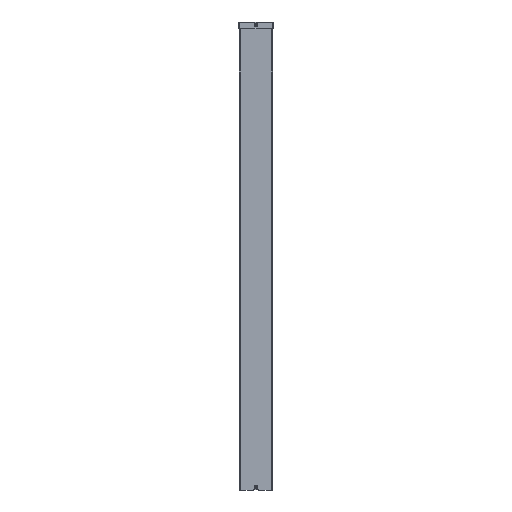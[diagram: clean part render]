
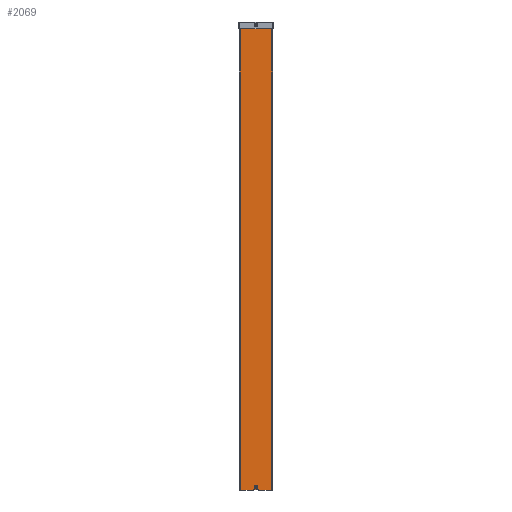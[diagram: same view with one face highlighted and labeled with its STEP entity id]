
A CAD part, front view. The second image highlights one B-rep face of the part: STEP entity #2069.
In plain terms, the highlighted planar face has unit normal (0, -1, 0).
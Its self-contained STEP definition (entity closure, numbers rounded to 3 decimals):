
#23 = VECTOR ( 'NONE', #6086, 1000. ) ;
#83 = VERTEX_POINT ( 'NONE', #7617 ) ;
#96 = DIRECTION ( 'NONE',  ( 0., 0., 1. ) ) ;
#173 = VECTOR ( 'NONE', #96, 1000. ) ;
#344 = CIRCLE ( 'NONE', #939, 0.5 ) ;
#365 = LINE ( 'NONE', #7589, #173 ) ;
#370 = DIRECTION ( 'NONE',  ( 1., 0., 0. ) ) ;
#474 = EDGE_CURVE ( 'NONE', #546, #83, #7879, .T. ) ;
#491 = DIRECTION ( 'NONE',  ( 0., -1., 0. ) ) ;
#546 = VERTEX_POINT ( 'NONE', #791 ) ;
#553 = EDGE_CURVE ( 'NONE', #908, #2679, #7297, .T. ) ;
#566 = CARTESIAN_POINT ( 'NONE',  ( 7.3, 0., -2055. ) ) ;
#579 = CARTESIAN_POINT ( 'NONE',  ( 75., 0., 0. ) ) ;
#624 = EDGE_CURVE ( 'NONE', #6250, #6483, #2303, .T. ) ;
#707 = CARTESIAN_POINT ( 'NONE',  ( 74., 0., -2069. ) ) ;
#738 = ORIENTED_EDGE ( 'NONE', *, *, #624, .T. ) ;
#791 = CARTESIAN_POINT ( 'NONE',  ( 10.854, 0., -2068.646 ) ) ;
#797 = EDGE_CURVE ( 'NONE', #1242, #1228, #7093, .T. ) ;
#908 = VERTEX_POINT ( 'NONE', #1548 ) ;
#939 = AXIS2_PLACEMENT_3D ( 'NONE', #4236, #491, #4862 ) ;
#1061 = CARTESIAN_POINT ( 'NONE',  ( 75., 0., -2069. ) ) ;
#1075 = CARTESIAN_POINT ( 'NONE',  ( 0., 0., -2055. ) ) ;
#1100 = VERTEX_POINT ( 'NONE', #2695 ) ;
#1137 = ORIENTED_EDGE ( 'NONE', *, *, #3982, .F. ) ;
#1194 = AXIS2_PLACEMENT_3D ( 'NONE', #1976, #6362, #2614 ) ;
#1228 = VERTEX_POINT ( 'NONE', #6520 ) ;
#1242 = VERTEX_POINT ( 'NONE', #6758 ) ;
#1471 = DIRECTION ( 'NONE',  ( 0., -1., 0. ) ) ;
#1548 = CARTESIAN_POINT ( 'NONE',  ( -74., 0., 0. ) ) ;
#1555 = CARTESIAN_POINT ( 'NONE',  ( 74., 0., -2069. ) ) ;
#1658 = VERTEX_POINT ( 'NONE', #7929 ) ;
#1678 = LINE ( 'NONE', #6699, #23 ) ;
#1686 = PLANE ( 'NONE',  #6142 ) ;
#1697 = DIRECTION ( 'NONE',  ( -1., 0., 0. ) ) ;
#1726 = VERTEX_POINT ( 'NONE', #1873 ) ;
#1873 = CARTESIAN_POINT ( 'NONE',  ( 11.414, 0., -2069. ) ) ;
#1914 = VERTEX_POINT ( 'NONE', #707 ) ;
#1976 = CARTESIAN_POINT ( 'NONE',  ( -10.5, 0., -2069. ) ) ;
#2069 = ADVANCED_FACE ( 'NONE', ( #3432, #6559 ), #1686, .T. ) ;
#2099 = ORIENTED_EDGE ( 'NONE', *, *, #7183, .T. ) ;
#2183 = DIRECTION ( 'NONE',  ( 0., 0., 1. ) ) ;
#2216 = CARTESIAN_POINT ( 'NONE',  ( 10.5, 0., -2069. ) ) ;
#2303 = CIRCLE ( 'NONE', #8014, 7.3 ) ;
#2334 = DIRECTION ( 'NONE',  ( 0., -1., 0. ) ) ;
#2339 = VECTOR ( 'NONE', #3339, 1000. ) ;
#2407 = VECTOR ( 'NONE', #3482, 1000. ) ;
#2428 = EDGE_CURVE ( 'NONE', #83, #1726, #3694, .T. ) ;
#2579 = EDGE_CURVE ( 'NONE', #5083, #546, #4960, .T. ) ;
#2613 = ORIENTED_EDGE ( 'NONE', *, *, #553, .F. ) ;
#2614 = DIRECTION ( 'NONE',  ( -1., 0., 0. ) ) ;
#2679 = VERTEX_POINT ( 'NONE', #7393 ) ;
#2695 = CARTESIAN_POINT ( 'NONE',  ( 74., 0., 0. ) ) ;
#2814 = ORIENTED_EDGE ( 'NONE', *, *, #4004, .T. ) ;
#2863 = DIRECTION ( 'NONE',  ( -1., 0., 0. ) ) ;
#2885 = DIRECTION ( 'NONE',  ( 1., 0., 0. ) ) ;
#2970 = VECTOR ( 'NONE', #2183, 1000. ) ;
#3103 = VERTEX_POINT ( 'NONE', #5520 ) ;
#3116 = EDGE_LOOP ( 'NONE', ( #7206, #5337, #3882, #3506, #5541, #2613, #1137, #2099, #6334, #7996, #2814, #4651, #5236 ) ) ;
#3231 = VERTEX_POINT ( 'NONE', #7470 ) ;
#3339 = DIRECTION ( 'NONE',  ( 1., 0., 0. ) ) ;
#3368 = CARTESIAN_POINT ( 'NONE',  ( 11.207, 0., -2069. ) ) ;
#3410 = CARTESIAN_POINT ( 'NONE',  ( -11.207, 0., -2069. ) ) ;
#3430 = DIRECTION ( 'NONE',  ( 0.707, 0., -0.707 ) ) ;
#3432 = FACE_BOUND ( 'NONE', #7898, .T. ) ;
#3482 = DIRECTION ( 'NONE',  ( 1., 0., 0. ) ) ;
#3506 = ORIENTED_EDGE ( 'NONE', *, *, #7916, .T. ) ;
#3694 = CIRCLE ( 'NONE', #4707, 0.5 ) ;
#3795 = CARTESIAN_POINT ( 'NONE',  ( 10.5, 0., -2068.5 ) ) ;
#3858 = DIRECTION ( 'NONE',  ( 0.707, 0., 0.707 ) ) ;
#3882 = ORIENTED_EDGE ( 'NONE', *, *, #5978, .T. ) ;
#3953 = VECTOR ( 'NONE', #370, 1000. ) ;
#3982 = EDGE_CURVE ( 'NONE', #1658, #908, #365, .T. ) ;
#3985 = LINE ( 'NONE', #6431, #2339 ) ;
#4004 = EDGE_CURVE ( 'NONE', #1228, #3103, #5160, .T. ) ;
#4056 = CIRCLE ( 'NONE', #5827, 7.3 ) ;
#4236 = CARTESIAN_POINT ( 'NONE',  ( -11.414, 0., -2068.5 ) ) ;
#4253 = LINE ( 'NONE', #5979, #2407 ) ;
#4651 = ORIENTED_EDGE ( 'NONE', *, *, #6652, .T. ) ;
#4707 = AXIS2_PLACEMENT_3D ( 'NONE', #5214, #1471, #5853 ) ;
#4862 = DIRECTION ( 'NONE',  ( 1., 0., 0. ) ) ;
#4960 = CIRCLE ( 'NONE', #7659, 0.5 ) ;
#5030 = VECTOR ( 'NONE', #2885, 1000. ) ;
#5083 = VERTEX_POINT ( 'NONE', #3795 ) ;
#5160 = CIRCLE ( 'NONE', #1194, 0.5 ) ;
#5214 = CARTESIAN_POINT ( 'NONE',  ( 11.414, 0., -2068.5 ) ) ;
#5236 = ORIENTED_EDGE ( 'NONE', *, *, #2579, .T. ) ;
#5337 = ORIENTED_EDGE ( 'NONE', *, *, #2428, .T. ) ;
#5453 = DIRECTION ( 'NONE',  ( 0., 1., 0. ) ) ;
#5520 = CARTESIAN_POINT ( 'NONE',  ( -10.5, 0., -2068.5 ) ) ;
#5541 = ORIENTED_EDGE ( 'NONE', *, *, #7155, .F. ) ;
#5666 = LINE ( 'NONE', #6612, #5030 ) ;
#5745 = ORIENTED_EDGE ( 'NONE', *, *, #6737, .T. ) ;
#5827 = AXIS2_PLACEMENT_3D ( 'NONE', #1075, #5453, #1697 ) ;
#5853 = DIRECTION ( 'NONE',  ( 1., 0., 0. ) ) ;
#5978 = EDGE_CURVE ( 'NONE', #1726, #1914, #3985, .T. ) ;
#5979 = CARTESIAN_POINT ( 'NONE',  ( -75., 0., -2068.5 ) ) ;
#6086 = DIRECTION ( 'NONE',  ( 1., 0., 0. ) ) ;
#6142 = AXIS2_PLACEMENT_3D ( 'NONE', #1061, #2334, #6697 ) ;
#6167 = EDGE_CURVE ( 'NONE', #3231, #1242, #344, .T. ) ;
#6250 = VERTEX_POINT ( 'NONE', #566 ) ;
#6334 = ORIENTED_EDGE ( 'NONE', *, *, #6167, .T. ) ;
#6362 = DIRECTION ( 'NONE',  ( 0., 1., 0. ) ) ;
#6431 = CARTESIAN_POINT ( 'NONE',  ( -75., 0., -2069. ) ) ;
#6483 = VERTEX_POINT ( 'NONE', #7634 ) ;
#6489 = VECTOR ( 'NONE', #3858, 1000. ) ;
#6520 = CARTESIAN_POINT ( 'NONE',  ( -10.854, 0., -2068.646 ) ) ;
#6552 = DIRECTION ( 'NONE',  ( -1., 0., 0. ) ) ;
#6559 = FACE_OUTER_BOUND ( 'NONE', #3116, .T. ) ;
#6579 = DIRECTION ( 'NONE',  ( 0., 1., 0. ) ) ;
#6587 = DIRECTION ( 'NONE',  ( 0., 1., 0. ) ) ;
#6607 = CARTESIAN_POINT ( 'NONE',  ( 0., 0., -2055. ) ) ;
#6612 = CARTESIAN_POINT ( 'NONE',  ( -74., 0., 0. ) ) ;
#6652 = EDGE_CURVE ( 'NONE', #3103, #5083, #4253, .T. ) ;
#6697 = DIRECTION ( 'NONE',  ( 1., 0., 0. ) ) ;
#6699 = CARTESIAN_POINT ( 'NONE',  ( -75., 0., -2069. ) ) ;
#6737 = EDGE_CURVE ( 'NONE', #6483, #6250, #4056, .T. ) ;
#6758 = CARTESIAN_POINT ( 'NONE',  ( -11.061, 0., -2068.854 ) ) ;
#7093 = LINE ( 'NONE', #3410, #6489 ) ;
#7155 = EDGE_CURVE ( 'NONE', #2679, #1100, #5666, .T. ) ;
#7183 = EDGE_CURVE ( 'NONE', #1658, #3231, #1678, .T. ) ;
#7206 = ORIENTED_EDGE ( 'NONE', *, *, #474, .T. ) ;
#7297 = LINE ( 'NONE', #579, #3953 ) ;
#7393 = CARTESIAN_POINT ( 'NONE',  ( 0., 0., 0. ) ) ;
#7470 = CARTESIAN_POINT ( 'NONE',  ( -11.414, 0., -2069. ) ) ;
#7589 = CARTESIAN_POINT ( 'NONE',  ( -74., 0., -2069. ) ) ;
#7617 = CARTESIAN_POINT ( 'NONE',  ( 11.061, 0., -2068.854 ) ) ;
#7634 = CARTESIAN_POINT ( 'NONE',  ( -7.3, 0., -2055. ) ) ;
#7659 = AXIS2_PLACEMENT_3D ( 'NONE', #2216, #6587, #2863 ) ;
#7685 = VECTOR ( 'NONE', #3430, 1000. ) ;
#7879 = LINE ( 'NONE', #3368, #7685 ) ;
#7898 = EDGE_LOOP ( 'NONE', ( #5745, #738 ) ) ;
#7916 = EDGE_CURVE ( 'NONE', #1914, #1100, #7943, .T. ) ;
#7929 = CARTESIAN_POINT ( 'NONE',  ( -74., 0., -2069. ) ) ;
#7943 = LINE ( 'NONE', #1555, #2970 ) ;
#7996 = ORIENTED_EDGE ( 'NONE', *, *, #797, .T. ) ;
#8014 = AXIS2_PLACEMENT_3D ( 'NONE', #6607, #6579, #6552 ) ;
